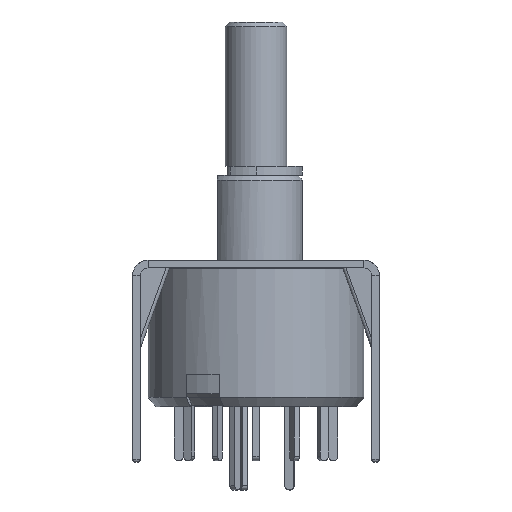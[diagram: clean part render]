
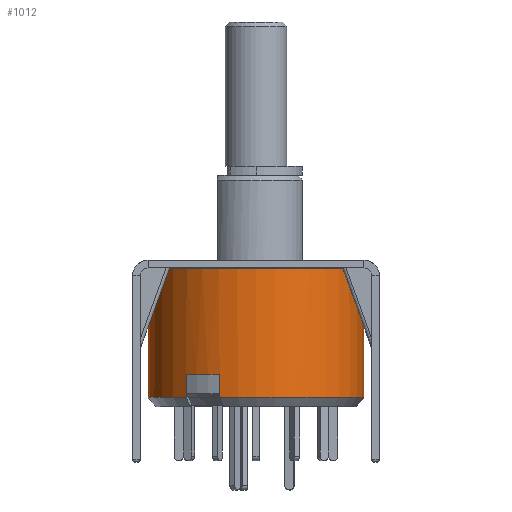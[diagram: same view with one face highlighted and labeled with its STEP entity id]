
A CAD part, front view. The second image highlights one B-rep face of the part: STEP entity #1012.
In plain terms, the highlighted cylindrical face has radius 7 mm (diameter 14 mm), a partial arc.
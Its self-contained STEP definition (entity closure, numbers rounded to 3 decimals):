
#472 = DIRECTION ( 'NONE',  ( 0., 0., -1. ) ) ;
#611 = CARTESIAN_POINT ( 'NONE',  ( -2.361, -6.59, -7.4 ) ) ;
#629 = EDGE_CURVE ( 'NONE', #5661, #14880, #4700, .T. ) ;
#723 = DIRECTION ( 'NONE',  ( 0., 0., -1. ) ) ;
#799 = CARTESIAN_POINT ( 'NONE',  ( -4.526, -5.34, -7.4 ) ) ;
#803 = CARTESIAN_POINT ( 'NONE',  ( -2.361, -6.59, -5.9 ) ) ;
#1012 = ADVANCED_FACE ( 'NONE', ( #5833 ), #1474, .T. ) ;
#1050 = CARTESIAN_POINT ( 'NONE',  ( 7., 0., 0.95 ) ) ;
#1115 = AXIS2_PLACEMENT_3D ( 'NONE', #9712, #9672, #11925 ) ;
#1424 = EDGE_CURVE ( 'NONE', #1437, #11285, #2730, .T. ) ;
#1437 = VERTEX_POINT ( 'NONE', #1050 ) ;
#1474 = CYLINDRICAL_SURFACE ( 'NONE', #1115, 7. ) ;
#1662 = CARTESIAN_POINT ( 'NONE',  ( 0., 0., 0.95 ) ) ;
#1689 = AXIS2_PLACEMENT_3D ( 'NONE', #8991, #7692, #2082 ) ;
#1716 = DIRECTION ( 'NONE',  ( 0., 0., -1. ) ) ;
#1769 = EDGE_CURVE ( 'NONE', #1437, #5661, #13388, .T. ) ;
#2082 = DIRECTION ( 'NONE',  ( -1., 0., 0. ) ) ;
#2372 = CARTESIAN_POINT ( 'NONE',  ( 7., 0., 9. ) ) ;
#2730 = LINE ( 'NONE', #2372, #8165 ) ;
#2780 = ORIENTED_EDGE ( 'NONE', *, *, #13889, .F. ) ;
#3414 = VECTOR ( 'NONE', #14420, 1000. ) ;
#3784 = DIRECTION ( 'NONE',  ( 0., 0., 1. ) ) ;
#3916 = AXIS2_PLACEMENT_3D ( 'NONE', #11228, #723, #9916 ) ;
#4041 = ORIENTED_EDGE ( 'NONE', *, *, #6554, .T. ) ;
#4661 = CIRCLE ( 'NONE', #3916, 7. ) ;
#4700 = LINE ( 'NONE', #11041, #3414 ) ;
#4704 = CARTESIAN_POINT ( 'NONE',  ( -7., 0., 0.95 ) ) ;
#4771 = CARTESIAN_POINT ( 'NONE',  ( -4.526, -5.34, 9. ) ) ;
#4773 = VECTOR ( 'NONE', #472, 1000. ) ;
#5305 = VECTOR ( 'NONE', #3784, 1000. ) ;
#5551 = CARTESIAN_POINT ( 'NONE',  ( -4.526, -5.34, -5.9 ) ) ;
#5585 = ORIENTED_EDGE ( 'NONE', *, *, #12699, .T. ) ;
#5608 = AXIS2_PLACEMENT_3D ( 'NONE', #12441, #8966, #12347 ) ;
#5661 = VERTEX_POINT ( 'NONE', #4704 ) ;
#5833 = FACE_OUTER_BOUND ( 'NONE', #6184, .T. ) ;
#5878 = ORIENTED_EDGE ( 'NONE', *, *, #5909, .T. ) ;
#5909 = EDGE_CURVE ( 'NONE', #6815, #6730, #14008, .T. ) ;
#6184 = EDGE_LOOP ( 'NONE', ( #13079, #8313, #11682, #6467, #4041, #5585, #5878, #2780 ) ) ;
#6467 = ORIENTED_EDGE ( 'NONE', *, *, #7972, .F. ) ;
#6554 = EDGE_CURVE ( 'NONE', #14732, #13531, #10723, .T. ) ;
#6730 = VERTEX_POINT ( 'NONE', #611 ) ;
#6815 = VERTEX_POINT ( 'NONE', #803 ) ;
#7473 = DIRECTION ( 'NONE',  ( -1., 0., 0. ) ) ;
#7692 = DIRECTION ( 'NONE',  ( 0., 0., 1. ) ) ;
#7972 = EDGE_CURVE ( 'NONE', #14732, #14880, #12501, .T. ) ;
#8102 = AXIS2_PLACEMENT_3D ( 'NONE', #1662, #1716, #7473 ) ;
#8165 = VECTOR ( 'NONE', #11477, 1000. ) ;
#8313 = ORIENTED_EDGE ( 'NONE', *, *, #1769, .T. ) ;
#8966 = DIRECTION ( 'NONE',  ( 0., 0., -1. ) ) ;
#8991 = CARTESIAN_POINT ( 'NONE',  ( 0., 0., -5.9 ) ) ;
#9482 = CARTESIAN_POINT ( 'NONE',  ( 7., 0., -7.4 ) ) ;
#9497 = CARTESIAN_POINT ( 'NONE',  ( -7., 0., -7.4 ) ) ;
#9672 = DIRECTION ( 'NONE',  ( 0., 0., -1. ) ) ;
#9712 = CARTESIAN_POINT ( 'NONE',  ( 0., 0., 9. ) ) ;
#9916 = DIRECTION ( 'NONE',  ( 1., 0., 0. ) ) ;
#10723 = LINE ( 'NONE', #4771, #5305 ) ;
#11041 = CARTESIAN_POINT ( 'NONE',  ( -7., 0., 9. ) ) ;
#11228 = CARTESIAN_POINT ( 'NONE',  ( 0., 0., -7.4 ) ) ;
#11285 = VERTEX_POINT ( 'NONE', #9482 ) ;
#11477 = DIRECTION ( 'NONE',  ( 0., 0., -1. ) ) ;
#11682 = ORIENTED_EDGE ( 'NONE', *, *, #629, .T. ) ;
#11925 = DIRECTION ( 'NONE',  ( -1., 0., 0. ) ) ;
#12347 = DIRECTION ( 'NONE',  ( 1., 0., 0. ) ) ;
#12441 = CARTESIAN_POINT ( 'NONE',  ( 0., 0., -7.4 ) ) ;
#12501 = CIRCLE ( 'NONE', #5608, 7. ) ;
#12699 = EDGE_CURVE ( 'NONE', #13531, #6815, #14433, .T. ) ;
#13079 = ORIENTED_EDGE ( 'NONE', *, *, #1424, .F. ) ;
#13388 = CIRCLE ( 'NONE', #8102, 7. ) ;
#13531 = VERTEX_POINT ( 'NONE', #5551 ) ;
#13889 = EDGE_CURVE ( 'NONE', #11285, #6730, #4661, .T. ) ;
#14008 = LINE ( 'NONE', #14263, #4773 ) ;
#14263 = CARTESIAN_POINT ( 'NONE',  ( -2.361, -6.59, 9. ) ) ;
#14420 = DIRECTION ( 'NONE',  ( 0., 0., -1. ) ) ;
#14433 = CIRCLE ( 'NONE', #1689, 7. ) ;
#14732 = VERTEX_POINT ( 'NONE', #799 ) ;
#14880 = VERTEX_POINT ( 'NONE', #9497 ) ;
